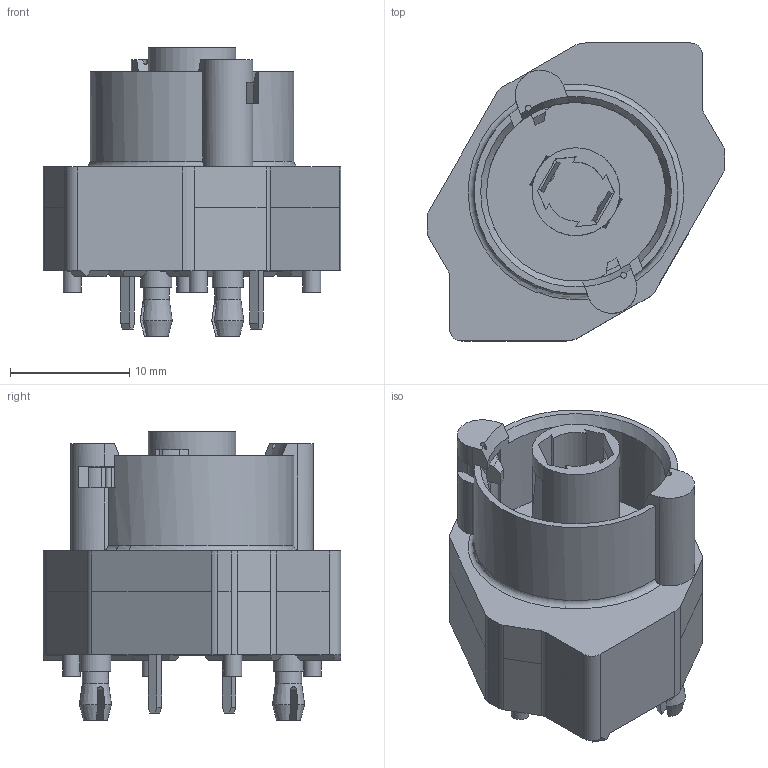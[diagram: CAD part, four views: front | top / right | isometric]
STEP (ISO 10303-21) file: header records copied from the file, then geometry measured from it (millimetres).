
FILE_DESCRIPTION(/* description */ (''),/* implementation_level */ '2;1');
FILE_NAME(/* name */ 'CZLP.stp',/* time_stamp */ '2016-04-14T14:53:02+02:00',/* author */ ('mharscher'),/* organization */ (''),/* preprocessor_version */ 'ST-DEVELOPER v15.2',/* originating_system */ 'Autodesk Inventor 2014',/* authorisation */ '');
FILE_SCHEMA (('CONFIG_CONTROL_DESIGN'));
Length unit declared in the file: centimetre
Products named in the file (1): CZLP
Bounding box: 25 x 25 x 24.2 mm (x, y, z)
Volume: 4802 mm3; surface area: 3360.4 mm2
Topology: 1 solids, 1 shells, 527 faces, 1446 edges, 960 vertices
Faces by surface type: plane 373, bspline 72, cylinder 64, cone 14, sphere 2, torus 2
Full cylindrical faces by diameter (mm): 0.5 x2, 1.5 x4, 2.2 x2, 2.6 x4, 3.6 x1, 7.37 x1
Entity records: 17009 total; most frequent: CARTESIAN_POINT 4118, ORIENTED_EDGE 2838, DIRECTION 2332, EDGE_CURVE 1419, LINE 1046, VECTOR 1046, VERTEX_POINT 951, AXIS2_PLACEMENT_3D 643
